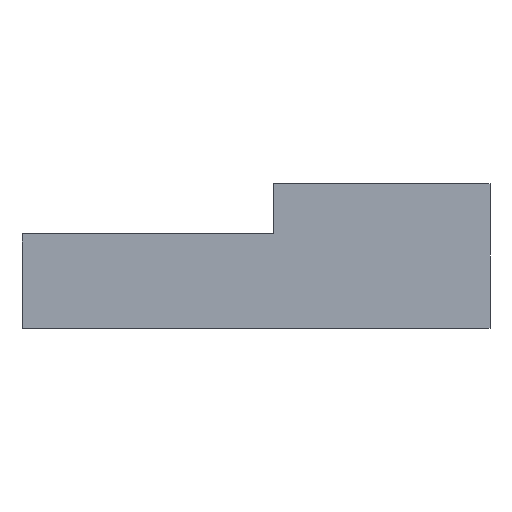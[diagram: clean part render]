
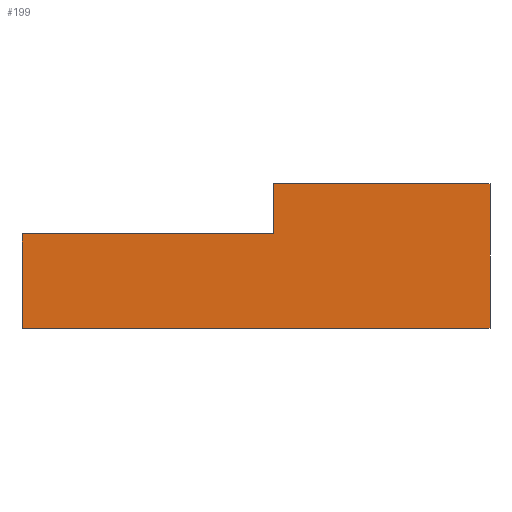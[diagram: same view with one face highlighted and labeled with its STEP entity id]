
A CAD part, left-side view. The second image highlights one B-rep face of the part: STEP entity #199.
In plain terms, the highlighted planar face has unit normal (-1, 0, 0).
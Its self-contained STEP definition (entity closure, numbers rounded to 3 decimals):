
#22=FACE_OUTER_BOUND('',#34,.T.);
#34=EDGE_LOOP('',(#137,#138,#139,#140,#141,#142));
#46=LINE('',#305,#68);
#49=LINE('',#311,#71);
#50=LINE('',#313,#72);
#51=LINE('',#315,#73);
#52=LINE('',#317,#74);
#53=LINE('',#318,#75);
#68=VECTOR('',#246,10.);
#71=VECTOR('',#251,10.);
#72=VECTOR('',#252,10.);
#73=VECTOR('',#253,10.);
#74=VECTOR('',#254,10.);
#75=VECTOR('',#255,10.);
#89=VERTEX_POINT('',#301);
#91=VERTEX_POINT('',#304);
#93=VERTEX_POINT('',#310);
#94=VERTEX_POINT('',#312);
#95=VERTEX_POINT('',#314);
#96=VERTEX_POINT('',#316);
#107=EDGE_CURVE('',#91,#89,#46,.T.);
#110=EDGE_CURVE('',#89,#93,#49,.T.);
#111=EDGE_CURVE('',#94,#93,#50,.T.);
#112=EDGE_CURVE('',#95,#94,#51,.T.);
#113=EDGE_CURVE('',#96,#95,#52,.T.);
#114=EDGE_CURVE('',#91,#96,#53,.T.);
#137=ORIENTED_EDGE('',*,*,#107,.T.);
#138=ORIENTED_EDGE('',*,*,#110,.T.);
#139=ORIENTED_EDGE('',*,*,#111,.F.);
#140=ORIENTED_EDGE('',*,*,#112,.F.);
#141=ORIENTED_EDGE('',*,*,#113,.F.);
#142=ORIENTED_EDGE('',*,*,#114,.F.);
#188=PLANE('',#225);
#199=ADVANCED_FACE('',(#22),#188,.F.);
#225=AXIS2_PLACEMENT_3D('',#309,#249,#250);
#246=DIRECTION('',(0.,0.,1.));
#249=DIRECTION('center_axis',(1.,0.,0.));
#250=DIRECTION('ref_axis',(0.,0.,-1.));
#251=DIRECTION('',(0.,1.,0.));
#252=DIRECTION('',(0.,0.,1.));
#253=DIRECTION('',(0.,-1.,0.));
#254=DIRECTION('',(0.,0.,1.));
#255=DIRECTION('',(0.,1.,0.));
#301=CARTESIAN_POINT('',(0.5,7.7,6.9));
#304=CARTESIAN_POINT('',(0.5,7.7,0.));
#305=CARTESIAN_POINT('',(0.5,7.7,0.));
#309=CARTESIAN_POINT('Origin',(0.5,15.,0.));
#310=CARTESIAN_POINT('',(0.5,18.,6.9));
#311=CARTESIAN_POINT('',(0.5,12.5,6.9));
#312=CARTESIAN_POINT('',(0.5,18.,4.5));
#313=CARTESIAN_POINT('',(0.5,18.,3.));
#314=CARTESIAN_POINT('',(0.5,30.,4.5));
#315=CARTESIAN_POINT('',(0.5,18.75,4.5));
#316=CARTESIAN_POINT('',(0.5,30.,0.));
#317=CARTESIAN_POINT('',(0.5,30.,0.));
#318=CARTESIAN_POINT('',(0.5,12.5,0.));
